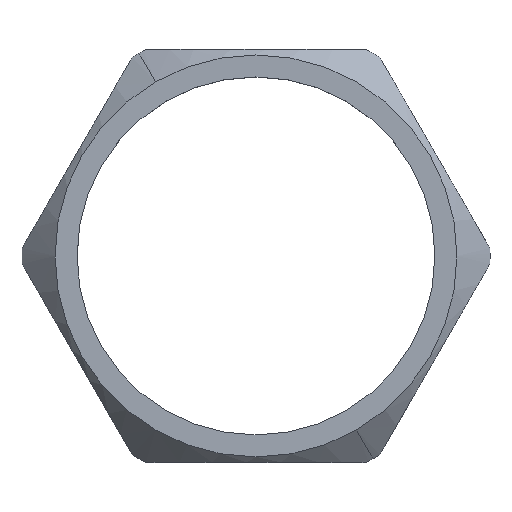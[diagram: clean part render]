
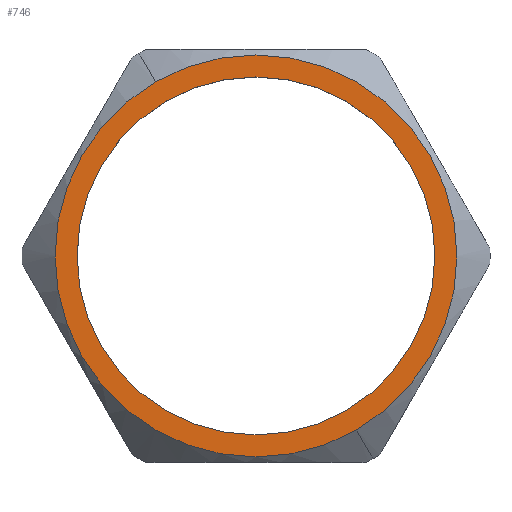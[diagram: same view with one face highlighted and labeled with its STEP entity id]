
A CAD part, top view. The second image highlights one B-rep face of the part: STEP entity #746.
In plain terms, the highlighted planar face has unit normal (0, 0, 1).
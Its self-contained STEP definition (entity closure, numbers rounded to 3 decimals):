
#639=AXIS2_PLACEMENT_3D('Circle Axis2P3D',#637,#638,$) ;
#669=AXIS2_PLACEMENT_3D('Circle Axis2P3D',#667,#668,$) ;
#692=AXIS2_PLACEMENT_3D('Circle Axis2P3D',#690,#691,$) ;
#723=AXIS2_PLACEMENT_3D('Circle Axis2P3D',#721,#722,$) ;
#736=AXIS2_PLACEMENT_3D('Plane Axis2P3D',#733,#734,#735) ;
#634=CARTESIAN_POINT('Vertex',(12.15,1.178,2.)) ;
#637=CARTESIAN_POINT('Axis2P3D Location',(8.5,7.5,2.)) ;
#641=CARTESIAN_POINT('Vertex',(4.85,13.822,2.)) ;
#667=CARTESIAN_POINT('Axis2P3D Location',(8.5,7.5,2.)) ;
#690=CARTESIAN_POINT('Axis2P3D Location',(8.5,7.5,2.)) ;
#694=CARTESIAN_POINT('Vertex',(5.25,1.871,2.)) ;
#696=CARTESIAN_POINT('Vertex',(11.75,13.129,2.)) ;
#721=CARTESIAN_POINT('Axis2P3D Location',(8.5,7.5,2.)) ;
#733=CARTESIAN_POINT('Axis2P3D Location',(5.235,1.845,2.)) ;
#638=DIRECTION('Axis2P3D Direction',(0.,0.,-1.)) ;
#668=DIRECTION('Axis2P3D Direction',(0.,0.,-1.)) ;
#691=DIRECTION('Axis2P3D Direction',(0.,0.,1.)) ;
#722=DIRECTION('Axis2P3D Direction',(0.,0.,1.)) ;
#734=DIRECTION('Axis2P3D Direction',(0.,0.,1.)) ;
#735=DIRECTION('Axis2P3D XDirection',(-0.866,0.5,0.)) ;
#739=ORIENTED_EDGE('',*,*,#671,.T.) ;
#740=ORIENTED_EDGE('',*,*,#643,.T.) ;
#743=ORIENTED_EDGE('',*,*,#725,.F.) ;
#744=ORIENTED_EDGE('',*,*,#698,.F.) ;
#745=FACE_BOUND('',#742,.T.) ;
#746=ADVANCED_FACE('Hauptkoerper',(#741,#745),#737,.T.) ;
#640=CIRCLE('generated circle',#639,7.3) ;
#670=CIRCLE('generated circle',#669,7.3) ;
#693=CIRCLE('generated circle',#692,6.5) ;
#724=CIRCLE('generated circle',#723,6.5) ;
#643=EDGE_CURVE('',#642,#635,#640,.F.) ;
#671=EDGE_CURVE('',#635,#642,#670,.F.) ;
#698=EDGE_CURVE('',#695,#697,#693,.T.) ;
#725=EDGE_CURVE('',#697,#695,#724,.T.) ;
#738=EDGE_LOOP('',(#739,#740)) ;
#742=EDGE_LOOP('',(#743,#744)) ;
#741=FACE_OUTER_BOUND('',#738,.T.) ;
#737=PLANE('',#736) ;
#635=VERTEX_POINT('',#634) ;
#642=VERTEX_POINT('',#641) ;
#695=VERTEX_POINT('',#694) ;
#697=VERTEX_POINT('',#696) ;
